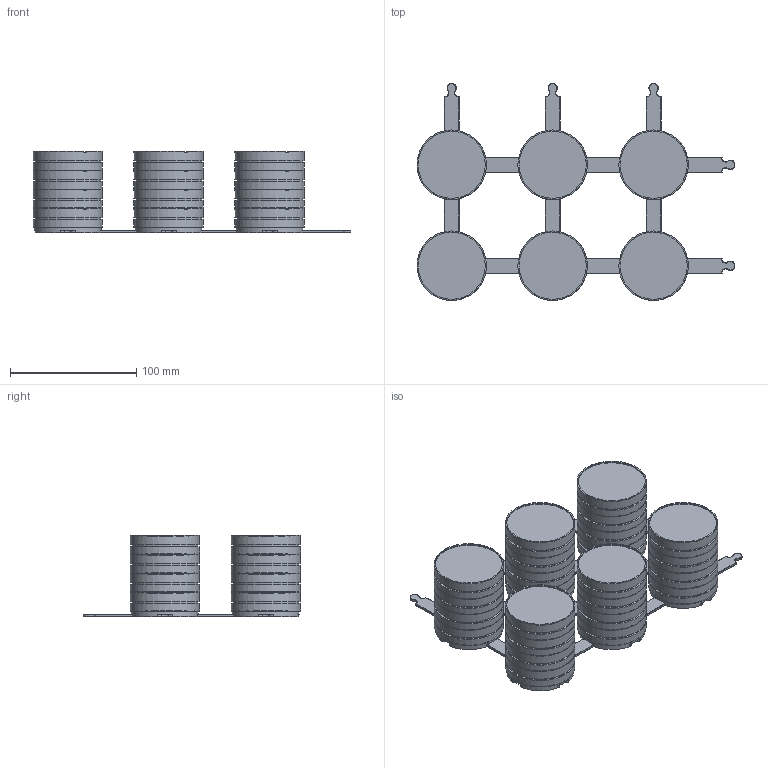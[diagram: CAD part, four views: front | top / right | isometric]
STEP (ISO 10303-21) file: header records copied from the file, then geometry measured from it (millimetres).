
FILE_DESCRIPTION(/* description */ (''),/* implementation_level */ '2;1');
FILE_NAME(/* name */ 'plate_holder.step',/* time_stamp */ '2020-08-20T12:25:13-07:00',/* author */ (''),/* organization */ (''),/* preprocessor_version */ 'ST-DEVELOPER v18.1',/* originating_system */ 'Autodesk Translation Framework v9.3.0.1241',/* authorisation */ '');
FILE_SCHEMA (('AUTOMOTIVE_DESIGN { 1 0 10303 214 3 1 1 }'));
Length unit declared in the file: millimetre
Products named in the file (2): plate_holder; small_petri_dish
Assembly tree (24 placements, depth 2):
  plate_holder
    small_petri_dish  x24
Bounding box: 251.95 x 171.95 x 64.65 mm (x, y, z)
Volume: 851854.5 mm3; surface area: 236204.2 mm2
Topology: 30 solids, 30 shells, 792 faces, 1854 edges, 1200 vertices
Faces by surface type: plane 450, cylinder 258, cone 84
Full cylindrical faces by diameter (mm): 3.2 x6, 6 x6, 52.3 x24, 53 x6, 53.4 x24, 55 x48
Entity records: 9392 total; most frequent: DIRECTION 1752, CARTESIAN_POINT 1693, ORIENTED_EDGE 1500, EDGE_CURVE 750, AXIS2_PLACEMENT_3D 715, VERTEX_POINT 464, CIRCLE 332, EDGE_LOOP 330
